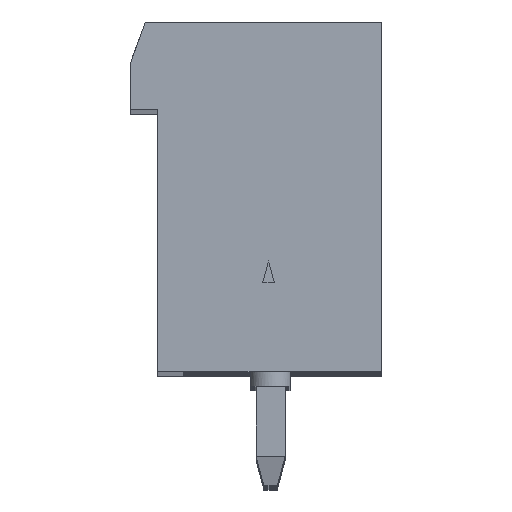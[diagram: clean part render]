
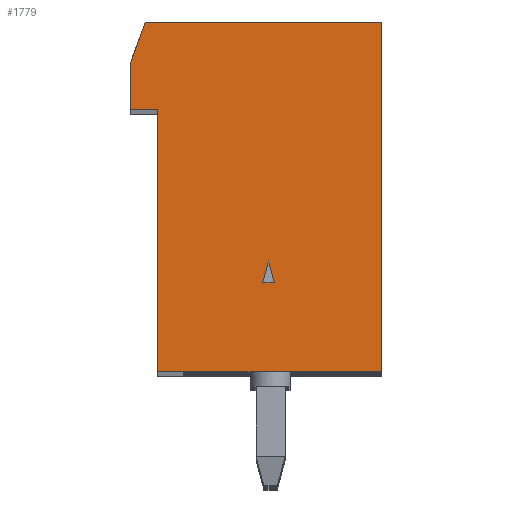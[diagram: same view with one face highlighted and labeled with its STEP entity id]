
A CAD part, top view. The second image highlights one B-rep face of the part: STEP entity #1779.
In plain terms, the highlighted planar face has unit normal (0, 0, 1).
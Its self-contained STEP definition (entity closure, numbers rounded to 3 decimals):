
#1779=ADVANCED_FACE('',(#4484,#4485),#4486,.T.);
#4484=FACE_OUTER_BOUND('',#8106,.T.);
#4485=FACE_BOUND('',#8107,.T.);
#4486=PLANE('',#8108);
#8106=EDGE_LOOP('',(#13444,#13445,#13446,#13447,#13448,#13449,#13450));
#8107=EDGE_LOOP('',(#13451,#13452,#13453));
#8108=AXIS2_PLACEMENT_3D('',#13454,#13455,#13456);
#13444=ORIENTED_EDGE('',*,*,#22255,.T.);
#13445=ORIENTED_EDGE('',*,*,#22256,.T.);
#13446=ORIENTED_EDGE('',*,*,#22257,.T.);
#13447=ORIENTED_EDGE('',*,*,#22258,.T.);
#13448=ORIENTED_EDGE('',*,*,#22259,.T.);
#13449=ORIENTED_EDGE('',*,*,#22260,.T.);
#13450=ORIENTED_EDGE('',*,*,#22261,.T.);
#13451=ORIENTED_EDGE('',*,*,#22262,.F.);
#13452=ORIENTED_EDGE('',*,*,#22263,.F.);
#13453=ORIENTED_EDGE('',*,*,#22264,.F.);
#13454=CARTESIAN_POINT('',(-1.537,5.767,0.0));
#13455=DIRECTION('',(0.0,-0.0,1.0));
#13456=DIRECTION('',(0.,1.0,0.0));
#22255=EDGE_CURVE('',#26857,#26858,#26859,.T.);
#22256=EDGE_CURVE('',#26858,#26860,#26861,.T.);
#22257=EDGE_CURVE('',#26860,#26862,#26863,.T.);
#22258=EDGE_CURVE('',#26862,#26864,#26865,.T.);
#22259=EDGE_CURVE('',#26864,#26866,#26867,.T.);
#22260=EDGE_CURVE('',#26866,#26868,#26869,.T.);
#22261=EDGE_CURVE('',#26868,#26857,#26870,.T.);
#22262=EDGE_CURVE('',#26871,#26872,#26873,.T.);
#22263=EDGE_CURVE('',#26874,#26871,#26875,.T.);
#22264=EDGE_CURVE('',#26872,#26874,#26876,.T.);
#26857=VERTEX_POINT('',#33236);
#26858=VERTEX_POINT('',#33237);
#26859=LINE('',#33238,#33239);
#26860=VERTEX_POINT('',#33240);
#26861=LINE('',#33241,#33242);
#26862=VERTEX_POINT('',#33243);
#26863=LINE('',#33244,#33245);
#26864=VERTEX_POINT('',#33246);
#26865=LINE('',#33247,#33248);
#26866=VERTEX_POINT('',#33249);
#26867=LINE('',#33250,#33251);
#26868=VERTEX_POINT('',#33252);
#26869=LINE('',#33253,#33254);
#26870=LINE('',#33255,#33256);
#26871=VERTEX_POINT('',#33257);
#26872=VERTEX_POINT('',#33258);
#26873=LINE('',#33259,#33260);
#26874=VERTEX_POINT('',#33261);
#26875=LINE('',#33262,#33263);
#26876=LINE('',#33264,#33265);
#33236=CARTESIAN_POINT('',(-7.67,9.0,0.0));
#33237=CARTESIAN_POINT('',(-7.67,0.0,0.0));
#33238=CARTESIAN_POINT('',(-7.67,-36.627,0.0));
#33239=VECTOR('',#40411,1.0);
#33240=CARTESIAN_POINT('',(0.0,0.0,0.0));
#33241=CARTESIAN_POINT('',(37.773,0.0,0.0));
#33242=VECTOR('',#40412,1.0);
#33243=CARTESIAN_POINT('',(0.0,12.0,0.0));
#33244=CARTESIAN_POINT('',(0.0,-36.627,0.0));
#33245=VECTOR('',#40413,1.0);
#33246=CARTESIAN_POINT('',(-8.1,12.0,0.0));
#33247=CARTESIAN_POINT('',(37.773,12.0,0.0));
#33248=VECTOR('',#40414,1.0);
#33249=CARTESIAN_POINT('',(-8.6,10.626,0.0));
#33250=CARTESIAN_POINT('',(-25.799,-36.627,0.0));
#33251=VECTOR('',#40415,1.0);
#33252=CARTESIAN_POINT('',(-8.6,9.0,0.0));
#33253=CARTESIAN_POINT('',(-8.6,-36.627,0.0));
#33254=VECTOR('',#40416,1.0);
#33255=CARTESIAN_POINT('',(37.773,9.0,0.0));
#33256=VECTOR('',#40417,1.0);
#33257=CARTESIAN_POINT('',(-3.669,3.05,0.0));
#33258=CARTESIAN_POINT('',(-3.87,3.8,0.0));
#33259=CARTESIAN_POINT('',(6.962,-36.627,0.0));
#33260=VECTOR('',#40418,1.0);
#33261=CARTESIAN_POINT('',(-4.071,3.05,0.0));
#33262=CARTESIAN_POINT('',(37.773,3.05,0.0));
#33263=VECTOR('',#40419,1.0);
#33264=CARTESIAN_POINT('',(-14.702,-36.627,0.0));
#33265=VECTOR('',#40420,1.0);
#40411=DIRECTION('',(0.,-1.0,0.0));
#40412=DIRECTION('',(1.0,0.,0.0));
#40413=DIRECTION('',(0.,1.0,0.0));
#40414=DIRECTION('',(-1.0,0.,0.0));
#40415=DIRECTION('',(-0.342,-0.94,0.0));
#40416=DIRECTION('',(0.,-1.0,0.0));
#40417=DIRECTION('',(1.0,0.,0.0));
#40418=DIRECTION('',(-0.259,0.966,0.0));
#40419=DIRECTION('',(1.0,0.,0.0));
#40420=DIRECTION('',(-0.259,-0.966,0.0));
